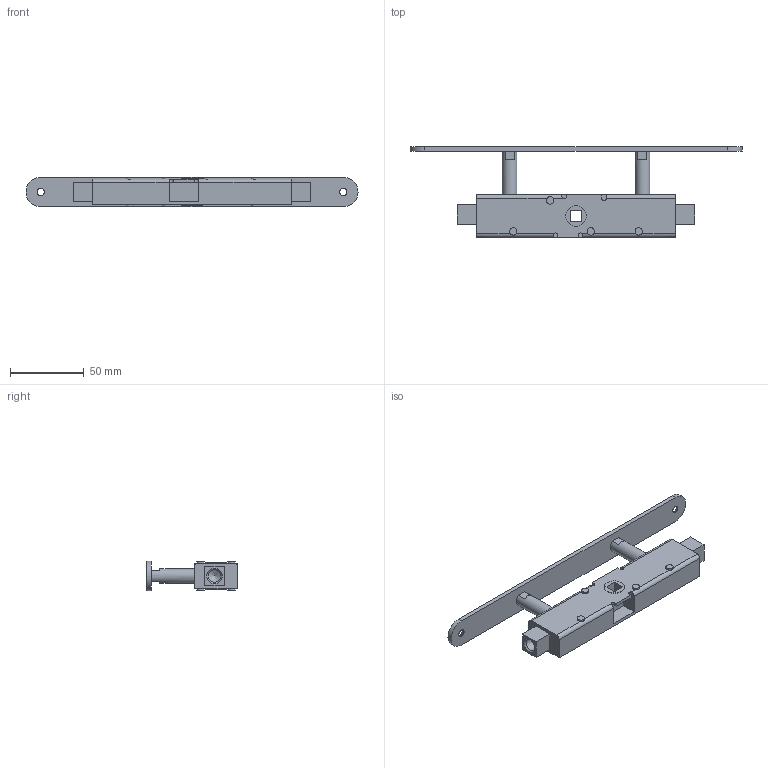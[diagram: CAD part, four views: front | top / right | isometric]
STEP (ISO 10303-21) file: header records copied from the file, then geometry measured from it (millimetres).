
FILE_DESCRIPTION(/* description */ ('OLDA 511 HZM-43 – double action manual flush bolt'),/* implementation_level */ '2;1');
FILE_NAME(/* name */ '11-511-0002.stp',/* time_stamp */ '2024-05-02T10:32:11+02:00',/* author */ ('boran'),/* organization */ (''),/* preprocessor_version */ 'ST-DEVELOPER v19.2',/* originating_system */ 'Autodesk Inventor 2024',/* authorisation */ '');
FILE_SCHEMA (('AUTOMOTIVE_DESIGN { 1 0 10303 214 3 1 1 }'));
Length unit declared in the file: inch
Products named in the file (1): 11-511-0002
Bounding box: 225 x 61.5 x 20 mm (x, y, z)
Volume: 78974.2 mm3; surface area: 31482.6 mm2
Topology: 3 solids, 7 shells, 318 faces, 932 edges, 663 vertices
Faces by surface type: plane 137, bspline 84, cylinder 59, cone 36, torus 2
Full cylindrical faces by diameter (mm): 4 x24, 4.134 x4, 5 x9, 6 x2, 8.376 x2, 10 x2, 14 x2
Entity records: 18193 total; most frequent: CARTESIAN_POINT 9981, ORIENTED_EDGE 1852, DIRECTION 1227, EDGE_CURVE 926, VERTEX_POINT 663, LINE 509, VECTOR 509, EDGE_LOOP 371
